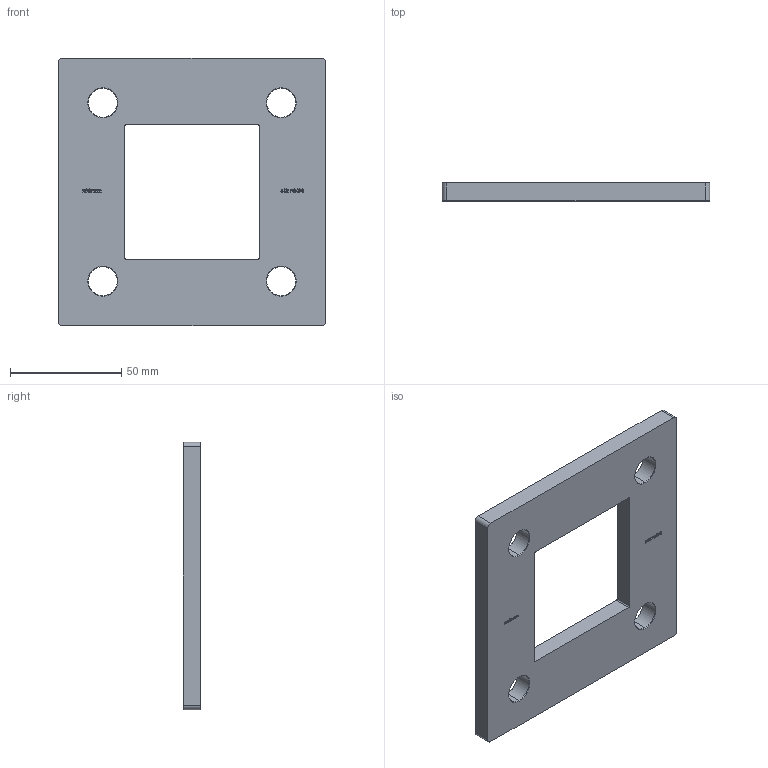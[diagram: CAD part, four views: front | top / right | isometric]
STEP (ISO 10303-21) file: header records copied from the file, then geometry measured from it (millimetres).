
FILE_DESCRIPTION (( 'STEP AP203' ), '1' );
FILE_NAME ('54217-240-8.step', '2020-10-21T10:54:17', ( '' ), ( '' ), 'SwSTEP 2.0', 'SolidWorks 2018', '' );
FILE_SCHEMA (( 'CONFIG_CONTROL_DESIGN' ));
Length unit declared in the file: millimetre
Products named in the file (2): 54217-240-8
Bounding box: 120 x 8 x 120 mm (x, y, z)
Volume: 81923.5 mm3; surface area: 27485.5 mm2
Topology: 1 solids, 1 shells, 281 faces, 740 edges, 488 vertices
Faces by surface type: plane 155, bspline 94, cone 16, cylinder 16
Entity records: 13853 total; most frequent: CARTESIAN_POINT 7333, ORIENTED_EDGE 1480, DIRECTION 978, EDGE_CURVE 740, VECTOR 504, LINE 504, VERTEX_POINT 488, EDGE_LOOP 318
